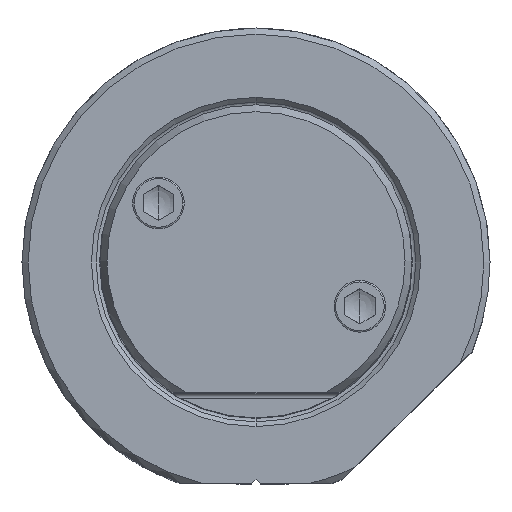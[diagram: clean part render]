
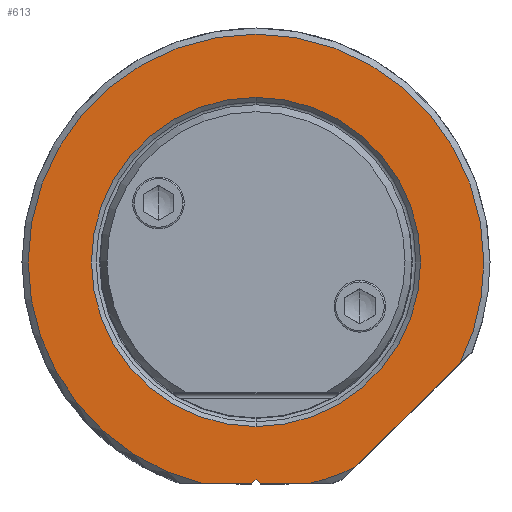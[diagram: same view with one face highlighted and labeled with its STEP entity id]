
A CAD part, top view. The second image highlights one B-rep face of the part: STEP entity #613.
In plain terms, the highlighted planar face has unit normal (0, 0, 1).
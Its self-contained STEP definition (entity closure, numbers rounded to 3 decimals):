
#134=PLANE('',#5624);
#613=ADVANCED_FACE('',(#915,#916),#134,.T.);
#915=FACE_BOUND('',#1035,.T.);
#916=FACE_BOUND('',#1036,.T.);
#1035=EDGE_LOOP('',(#2772,#2773,#2774,#2775,#2776,#2777,#2778,#2779,#2780));
#1036=EDGE_LOOP('',(#2781,#2782));
#1371=LINE('',#10804,#1680);
#1374=LINE('',#10830,#1683);
#1375=LINE('',#10832,#1684);
#1376=LINE('',#10834,#1685);
#1377=LINE('',#10836,#1686);
#1680=VECTOR('',#6555,1.);
#1683=VECTOR('',#6574,1.);
#1684=VECTOR('',#6575,1.);
#1685=VECTOR('',#6576,1.);
#1686=VECTOR('',#6577,1.);
#1967=CIRCLE('',#5617,18.55);
#1968=CIRCLE('',#5619,18.55);
#1969=CIRCLE('',#5620,18.55);
#1970=CIRCLE('',#5621,18.55);
#1971=CIRCLE('',#5622,13.4);
#1972=CIRCLE('',#5623,13.4);
#2772=ORIENTED_EDGE('',*,*,#4615,.T.);
#2773=ORIENTED_EDGE('',*,*,#4609,.T.);
#2774=ORIENTED_EDGE('',*,*,#4616,.T.);
#2775=ORIENTED_EDGE('',*,*,#4617,.T.);
#2776=ORIENTED_EDGE('',*,*,#4618,.T.);
#2777=ORIENTED_EDGE('',*,*,#4619,.F.);
#2778=ORIENTED_EDGE('',*,*,#4620,.T.);
#2779=ORIENTED_EDGE('',*,*,#4621,.T.);
#2780=ORIENTED_EDGE('',*,*,#4622,.F.);
#2781=ORIENTED_EDGE('',*,*,#4623,.T.);
#2782=ORIENTED_EDGE('',*,*,#4624,.T.);
#3984=VERTEX_POINT('',#10803);
#3985=VERTEX_POINT('',#10805);
#3988=VERTEX_POINT('',#10821);
#3989=VERTEX_POINT('',#10825);
#3990=VERTEX_POINT('',#10827);
#3991=VERTEX_POINT('',#10829);
#3992=VERTEX_POINT('',#10831);
#3993=VERTEX_POINT('',#10833);
#3994=VERTEX_POINT('',#10835);
#3995=VERTEX_POINT('',#10838);
#3996=VERTEX_POINT('',#10839);
#4609=EDGE_CURVE('',#3985,#3984,#1371,.T.);
#4615=EDGE_CURVE('',#3988,#3985,#1967,.T.);
#4616=EDGE_CURVE('',#3984,#3989,#1968,.T.);
#4617=EDGE_CURVE('',#3989,#3990,#1969,.T.);
#4618=EDGE_CURVE('',#3990,#3991,#1970,.T.);
#4619=EDGE_CURVE('',#3992,#3991,#1374,.T.);
#4620=EDGE_CURVE('',#3992,#3993,#1375,.T.);
#4621=EDGE_CURVE('',#3993,#3994,#1376,.T.);
#4622=EDGE_CURVE('',#3988,#3994,#1377,.T.);
#4623=EDGE_CURVE('',#3995,#3996,#1971,.T.);
#4624=EDGE_CURVE('',#3996,#3995,#1972,.T.);
#5617=AXIS2_PLACEMENT_3D('',#10822,#6564,#6565);
#5619=AXIS2_PLACEMENT_3D('',#10824,#6568,#6569);
#5620=AXIS2_PLACEMENT_3D('',#10826,#6570,#6571);
#5621=AXIS2_PLACEMENT_3D('',#10828,#6572,#6573);
#5622=AXIS2_PLACEMENT_3D('',#10837,#6578,#6579);
#5623=AXIS2_PLACEMENT_3D('',#10840,#6580,#6581);
#5624=AXIS2_PLACEMENT_3D('',#10841,#6582,#6583);
#6555=DIRECTION('',(0.713,0.701,0.));
#6564=DIRECTION('',(0.,0.,1.));
#6565=DIRECTION('',(0.231,-0.973,0.));
#6568=DIRECTION('',(0.,0.,1.));
#6569=DIRECTION('',(0.894,-0.447,0.));
#6570=DIRECTION('',(0.,0.,1.));
#6571=DIRECTION('',(1.,0.,0.));
#6572=DIRECTION('',(0.,0.,1.));
#6573=DIRECTION('',(-1.,0.,0.));
#6574=DIRECTION('',(-1.,0.,0.));
#6575=DIRECTION('',(0.707,0.707,0.));
#6576=DIRECTION('',(0.707,-0.707,0.));
#6577=DIRECTION('',(-1.,0.,0.));
#6578=DIRECTION('',(0.,0.,-1.));
#6579=DIRECTION('',(0.,1.,0.));
#6580=DIRECTION('',(0.,0.,-1.));
#6581=DIRECTION('',(0.,-1.,0.));
#6582=DIRECTION('',(0.,0.,1.));
#6583=DIRECTION('',(0.,1.,0.));
#10803=CARTESIAN_POINT('',(16.59,-8.3,0.));
#10804=CARTESIAN_POINT('',(8.022,-16.726,0.));
#10805=CARTESIAN_POINT('',(8.022,-16.726,0.));
#10821=CARTESIAN_POINT('',(4.278,-18.05,0.));
#10822=CARTESIAN_POINT('',(0.,0.,0.));
#10824=CARTESIAN_POINT('',(0.,0.,0.));
#10825=CARTESIAN_POINT('',(18.55,0.,0.));
#10826=CARTESIAN_POINT('',(0.,0.,0.));
#10827=CARTESIAN_POINT('',(-18.55,0.,0.));
#10828=CARTESIAN_POINT('',(0.,0.,0.));
#10829=CARTESIAN_POINT('',(-4.278,-18.05,0.));
#10830=CARTESIAN_POINT('',(-0.354,-18.05,0.));
#10831=CARTESIAN_POINT('',(-0.354,-18.05,0.));
#10832=CARTESIAN_POINT('',(-0.354,-18.05,0.));
#10833=CARTESIAN_POINT('',(0.,-17.696,0.));
#10834=CARTESIAN_POINT('',(0.,-17.696,0.));
#10835=CARTESIAN_POINT('',(0.354,-18.05,0.));
#10836=CARTESIAN_POINT('',(4.278,-18.05,0.));
#10837=CARTESIAN_POINT('',(0.,0.,0.));
#10838=CARTESIAN_POINT('',(0.,13.4,0.));
#10839=CARTESIAN_POINT('',(0.,-13.4,0.));
#10840=CARTESIAN_POINT('',(0.,0.,0.));
#10841=CARTESIAN_POINT('',(0.,0.25,0.));
